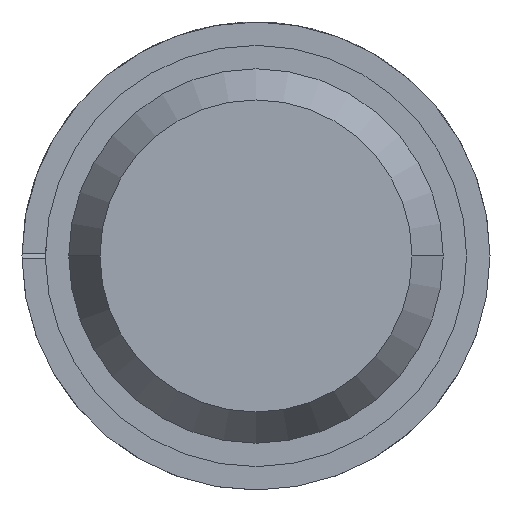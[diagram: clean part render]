
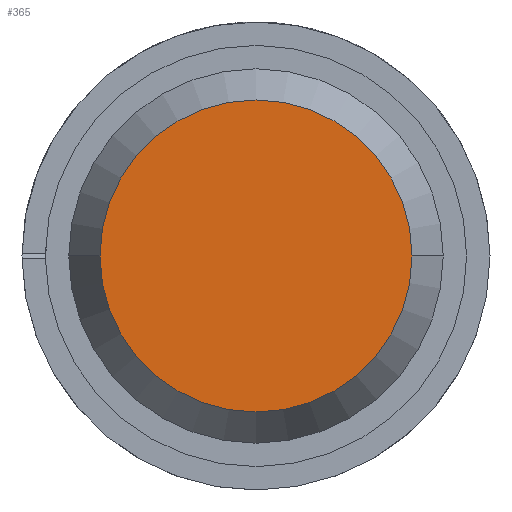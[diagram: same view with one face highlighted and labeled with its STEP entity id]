
A CAD part, front view. The second image highlights one B-rep face of the part: STEP entity #365.
In plain terms, the highlighted planar face has unit normal (0, -1, 0).
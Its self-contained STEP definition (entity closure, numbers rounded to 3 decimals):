
#69 = PLANE ( 'NONE',  #1170 ) ;
#125 = EDGE_LOOP ( 'NONE', ( #1599, #697 ) ) ;
#173 = EDGE_CURVE ( 'NONE', #2482, #998, #1004, .T. ) ;
#365 = ADVANCED_FACE ( 'NONE', ( #649 ), #69, .F. ) ;
#608 = AXIS2_PLACEMENT_3D ( 'NONE', #878, #1111, #2404 ) ;
#649 = FACE_OUTER_BOUND ( 'NONE', #125, .T. ) ;
#659 = CARTESIAN_POINT ( 'NONE',  ( 0., 0., 0. ) ) ;
#682 = AXIS2_PLACEMENT_3D ( 'NONE', #1036, #1631, #1793 ) ;
#697 = ORIENTED_EDGE ( 'NONE', *, *, #1268, .T. ) ;
#878 = CARTESIAN_POINT ( 'NONE',  ( 0., 0., 0. ) ) ;
#998 = VERTEX_POINT ( 'NONE', #1159 ) ;
#1004 = CIRCLE ( 'NONE', #682, 5. ) ;
#1036 = CARTESIAN_POINT ( 'NONE',  ( 0., 0., 0. ) ) ;
#1046 = CARTESIAN_POINT ( 'NONE',  ( -5., 0., 0. ) ) ;
#1051 = DIRECTION ( 'NONE',  ( -1., 0., 0. ) ) ;
#1111 = DIRECTION ( 'NONE',  ( 0., -1., 0. ) ) ;
#1159 = CARTESIAN_POINT ( 'NONE',  ( 5., 0., 0. ) ) ;
#1170 = AXIS2_PLACEMENT_3D ( 'NONE', #659, #1413, #1051 ) ;
#1209 = CIRCLE ( 'NONE', #608, 5. ) ;
#1268 = EDGE_CURVE ( 'NONE', #998, #2482, #1209, .T. ) ;
#1413 = DIRECTION ( 'NONE',  ( 0., 1., 0. ) ) ;
#1599 = ORIENTED_EDGE ( 'NONE', *, *, #173, .T. ) ;
#1631 = DIRECTION ( 'NONE',  ( 0., -1., 0. ) ) ;
#1793 = DIRECTION ( 'NONE',  ( -1., 0., 0. ) ) ;
#2404 = DIRECTION ( 'NONE',  ( -1., 0., 0. ) ) ;
#2482 = VERTEX_POINT ( 'NONE', #1046 ) ;
